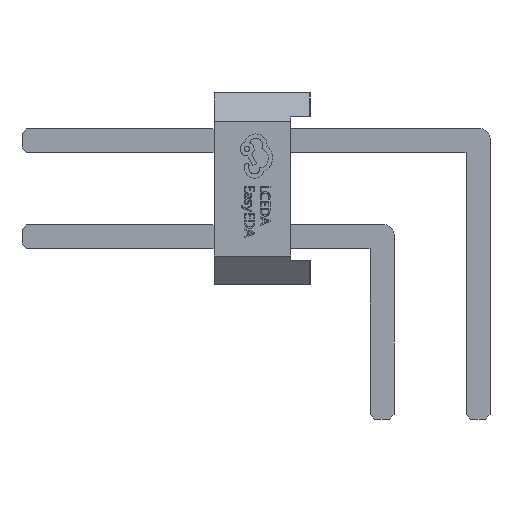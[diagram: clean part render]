
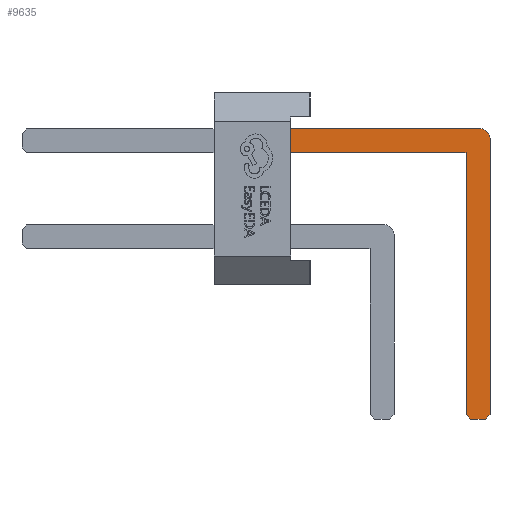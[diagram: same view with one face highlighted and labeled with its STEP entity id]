
A CAD part, left-side view. The second image highlights one B-rep face of the part: STEP entity #9635.
In plain terms, the highlighted planar face has unit normal (-1, 0, 0).
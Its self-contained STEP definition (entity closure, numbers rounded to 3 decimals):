
#171=CIRCLE('',#10217,0.2);
#662=FACE_OUTER_BOUND('',#1210,.T.);
#1210=EDGE_LOOP('',(#7338,#7339,#7340,#7341,#7342,#7343,#7344,#7345,#7346));
#1823=LINE('',#13861,#2947);
#2152=LINE('',#14568,#3276);
#2155=LINE('',#14574,#3279);
#2158=LINE('',#14580,#3282);
#2161=LINE('',#14586,#3285);
#2164=LINE('',#14592,#3288);
#2167=LINE('',#14597,#3291);
#2168=LINE('',#14598,#3292);
#2947=VECTOR('',#10828,1.);
#3276=VECTOR('',#11511,1.);
#3279=VECTOR('',#11516,1.);
#3282=VECTOR('',#11521,1.);
#3285=VECTOR('',#11526,1.);
#3288=VECTOR('',#11531,1.);
#3291=VECTOR('',#11536,1.);
#3292=VECTOR('',#11537,1.);
#4177=VERTEX_POINT('',#13855);
#4179=VERTEX_POINT('',#13859);
#4376=VERTEX_POINT('',#14558);
#4377=VERTEX_POINT('',#14559);
#4380=VERTEX_POINT('',#14567);
#4382=VERTEX_POINT('',#14573);
#4384=VERTEX_POINT('',#14579);
#4386=VERTEX_POINT('',#14585);
#4388=VERTEX_POINT('',#14591);
#5122=EDGE_CURVE('',#4177,#4179,#1823,.T.);
#5463=EDGE_CURVE('',#4376,#4377,#171,.T.);
#5467=EDGE_CURVE('',#4377,#4380,#2152,.T.);
#5470=EDGE_CURVE('',#4380,#4382,#2155,.T.);
#5473=EDGE_CURVE('',#4382,#4384,#2158,.T.);
#5476=EDGE_CURVE('',#4384,#4386,#2161,.T.);
#5479=EDGE_CURVE('',#4386,#4388,#2164,.T.);
#5482=EDGE_CURVE('',#4177,#4376,#2167,.T.);
#5483=EDGE_CURVE('',#4388,#4179,#2168,.T.);
#7338=ORIENTED_EDGE('',*,*,#5482,.F.);
#7339=ORIENTED_EDGE('',*,*,#5122,.T.);
#7340=ORIENTED_EDGE('',*,*,#5483,.F.);
#7341=ORIENTED_EDGE('',*,*,#5479,.F.);
#7342=ORIENTED_EDGE('',*,*,#5476,.F.);
#7343=ORIENTED_EDGE('',*,*,#5473,.F.);
#7344=ORIENTED_EDGE('',*,*,#5470,.F.);
#7345=ORIENTED_EDGE('',*,*,#5467,.F.);
#7346=ORIENTED_EDGE('',*,*,#5463,.F.);
#9142=PLANE('',#10224);
#9635=ADVANCED_FACE('',(#662),#9142,.F.);
#10217=AXIS2_PLACEMENT_3D('',#14560,#11503,#11504);
#10224=AXIS2_PLACEMENT_3D('',#14596,#11534,#11535);
#10828=DIRECTION('',(0.,0.,-1.));
#11503=DIRECTION('center_axis',(1.,0.,0.));
#11504=DIRECTION('ref_axis',(0.,0.,1.));
#11511=DIRECTION('',(0.,0.,-1.));
#11516=DIRECTION('',(0.,0.707,-0.707));
#11521=DIRECTION('',(0.,1.,0.));
#11526=DIRECTION('',(0.,0.707,0.707));
#11531=DIRECTION('',(0.,0.,1.));
#11534=DIRECTION('center_axis',(1.,0.,0.));
#11535=DIRECTION('ref_axis',(0.,0.,1.));
#11536=DIRECTION('',(0.,-1.,0.));
#11537=DIRECTION('',(0.,1.,0.));
#13855=CARTESIAN_POINT('',(-3.25,2.875,3.05));
#13859=CARTESIAN_POINT('',(-3.25,2.875,2.55));
#13861=CARTESIAN_POINT('',(-3.25,2.875,0.3));
#14558=CARTESIAN_POINT('',(-3.25,-1.075,3.05));
#14559=CARTESIAN_POINT('',(-3.25,-1.275,2.85));
#14560=CARTESIAN_POINT('Origin',(-3.25,-1.075,2.85));
#14567=CARTESIAN_POINT('',(-3.25,-1.275,-2.9));
#14568=CARTESIAN_POINT('',(-3.25,-1.275,2.85));
#14573=CARTESIAN_POINT('',(-3.25,-1.175,-3.));
#14574=CARTESIAN_POINT('',(-3.25,-1.275,-2.9));
#14579=CARTESIAN_POINT('',(-3.25,-0.875,-3.));
#14580=CARTESIAN_POINT('',(-3.25,-1.175,-3.));
#14585=CARTESIAN_POINT('',(-3.25,-0.775,-2.9));
#14586=CARTESIAN_POINT('',(-3.25,-0.875,-3.));
#14591=CARTESIAN_POINT('',(-3.25,-0.775,2.55));
#14592=CARTESIAN_POINT('',(-3.25,-0.775,-2.9));
#14596=CARTESIAN_POINT('Origin',(-3.25,-1.075,2.85));
#14597=CARTESIAN_POINT('',(-3.25,8.375,3.05));
#14598=CARTESIAN_POINT('',(-3.25,-0.775,2.55));
